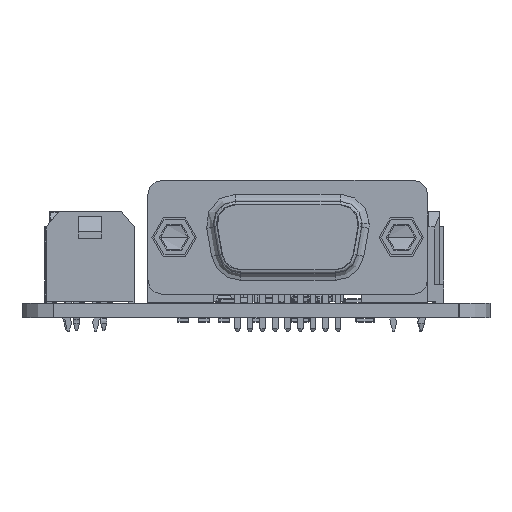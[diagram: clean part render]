
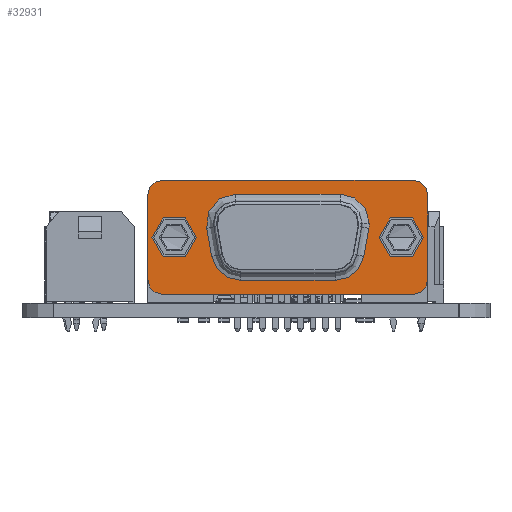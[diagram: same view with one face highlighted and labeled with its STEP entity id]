
A CAD part, left-side view. The second image highlights one B-rep face of the part: STEP entity #32931.
In plain terms, the highlighted face is planar.
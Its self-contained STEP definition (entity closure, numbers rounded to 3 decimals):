
#32574 = VERTEX_POINT('',#32575);
#32575 = CARTESIAN_POINT('',(14.945,7.2,9.5));
#32581 = EDGE_CURVE('',#32582,#32574,#32584,.T.);
#32582 = VERTEX_POINT('',#32583);
#32583 = CARTESIAN_POINT('',(10.045,7.2,9.5));
#32584 = CIRCLE('',#32585,2.45);
#32585 = AXIS2_PLACEMENT_3D('',#32586,#32587,#32588);
#32586 = CARTESIAN_POINT('',(12.495,7.2,9.5));
#32587 = DIRECTION('',(0.,0.,1.));
#32588 = DIRECTION('',(-1.,0.,0.));
#32616 = VERTEX_POINT('',#32617);
#32617 = CARTESIAN_POINT('',(-10.045,7.2,9.5));
#32623 = EDGE_CURVE('',#32624,#32616,#32626,.T.);
#32624 = VERTEX_POINT('',#32625);
#32625 = CARTESIAN_POINT('',(-14.945,7.2,9.5));
#32626 = CIRCLE('',#32627,2.45);
#32627 = AXIS2_PLACEMENT_3D('',#32628,#32629,#32630);
#32628 = CARTESIAN_POINT('',(-12.495,7.2,9.5));
#32629 = DIRECTION('',(0.,0.,1.));
#32630 = DIRECTION('',(1.,0.,0.));
#32698 = VERTEX_POINT('',#32699);
#32699 = CARTESIAN_POINT('',(5.765,11.95,9.5));
#32708 = EDGE_CURVE('',#32698,#32709,#32711,.T.);
#32709 = VERTEX_POINT('',#32710);
#32710 = CARTESIAN_POINT('',(8.965,8.75,9.5));
#32711 = CIRCLE('',#32712,3.2);
#32712 = AXIS2_PLACEMENT_3D('',#32713,#32714,#32715);
#32713 = CARTESIAN_POINT('',(5.765,8.75,9.5));
#32714 = DIRECTION('',(0.,-0.,-1.));
#32715 = DIRECTION('',(1.,0.,0.));
#32931 = ADVANCED_FACE('',(#32932,#32942,#32952,#33021),#33091,.T.);
#32932 = FACE_BOUND('',#32933,.T.);
#32933 = EDGE_LOOP('',(#32934,#32941));
#32934 = ORIENTED_EDGE('',*,*,#32935,.F.);
#32935 = EDGE_CURVE('',#32574,#32582,#32936,.T.);
#32936 = CIRCLE('',#32937,2.45);
#32937 = AXIS2_PLACEMENT_3D('',#32938,#32939,#32940);
#32938 = CARTESIAN_POINT('',(12.495,7.2,9.5));
#32939 = DIRECTION('',(0.,0.,1.));
#32940 = DIRECTION('',(-1.,0.,0.));
#32941 = ORIENTED_EDGE('',*,*,#32581,.F.);
#32942 = FACE_BOUND('',#32943,.T.);
#32943 = EDGE_LOOP('',(#32944,#32951));
#32944 = ORIENTED_EDGE('',*,*,#32945,.F.);
#32945 = EDGE_CURVE('',#32616,#32624,#32946,.T.);
#32946 = CIRCLE('',#32947,2.45);
#32947 = AXIS2_PLACEMENT_3D('',#32948,#32949,#32950);
#32948 = CARTESIAN_POINT('',(-12.495,7.2,9.5));
#32949 = DIRECTION('',(0.,0.,1.));
#32950 = DIRECTION('',(1.,0.,0.));
#32951 = ORIENTED_EDGE('',*,*,#32623,.F.);
#32952 = FACE_BOUND('',#32953,.T.);
#32953 = EDGE_LOOP('',(#32954,#32962,#32963,#32972,#32980,#32989,#32997,
    #33006,#33014));
#32954 = ORIENTED_EDGE('',*,*,#32955,.T.);
#32955 = EDGE_CURVE('',#32956,#32698,#32958,.T.);
#32956 = VERTEX_POINT('',#32957);
#32957 = CARTESIAN_POINT('',(-5.765,11.95,9.5));
#32958 = LINE('',#32959,#32960);
#32959 = CARTESIAN_POINT('',(0.,11.95,9.5));
#32960 = VECTOR('',#32961,1.);
#32961 = DIRECTION('',(1.,0.,0.));
#32962 = ORIENTED_EDGE('',*,*,#32708,.T.);
#32963 = ORIENTED_EDGE('',*,*,#32964,.T.);
#32964 = EDGE_CURVE('',#32709,#32965,#32967,.T.);
#32965 = VERTEX_POINT('',#32966);
#32966 = CARTESIAN_POINT('',(8.916,8.194,9.5));
#32967 = CIRCLE('',#32968,3.2);
#32968 = AXIS2_PLACEMENT_3D('',#32969,#32970,#32971);
#32969 = CARTESIAN_POINT('',(5.765,8.75,9.5));
#32970 = DIRECTION('',(0.,0.,-1.));
#32971 = DIRECTION('',(1.,0.,0.));
#32972 = ORIENTED_EDGE('',*,*,#32973,.T.);
#32973 = EDGE_CURVE('',#32965,#32974,#32976,.T.);
#32974 = VERTEX_POINT('',#32975);
#32975 = CARTESIAN_POINT('',(8.37,5.094,9.5));
#32976 = LINE('',#32977,#32978);
#32977 = CARTESIAN_POINT('',(8.477,5.705,9.5));
#32978 = VECTOR('',#32979,1.);
#32979 = DIRECTION('',(-0.174,-0.985,-0.));
#32980 = ORIENTED_EDGE('',*,*,#32981,.T.);
#32981 = EDGE_CURVE('',#32974,#32982,#32984,.T.);
#32982 = VERTEX_POINT('',#32983);
#32983 = CARTESIAN_POINT('',(5.218,2.45,9.5));
#32984 = CIRCLE('',#32985,3.2);
#32985 = AXIS2_PLACEMENT_3D('',#32986,#32987,#32988);
#32986 = CARTESIAN_POINT('',(5.218,5.65,9.5));
#32987 = DIRECTION('',(0.,0.,-1.));
#32988 = DIRECTION('',(1.,0.,0.));
#32989 = ORIENTED_EDGE('',*,*,#32990,.T.);
#32990 = EDGE_CURVE('',#32982,#32991,#32993,.T.);
#32991 = VERTEX_POINT('',#32992);
#32992 = CARTESIAN_POINT('',(-5.218,2.45,9.5));
#32993 = LINE('',#32994,#32995);
#32994 = CARTESIAN_POINT('',(0.,2.45,9.5));
#32995 = VECTOR('',#32996,1.);
#32996 = DIRECTION('',(-1.,-0.,-0.));
#32997 = ORIENTED_EDGE('',*,*,#32998,.T.);
#32998 = EDGE_CURVE('',#32991,#32999,#33001,.T.);
#32999 = VERTEX_POINT('',#33000);
#33000 = CARTESIAN_POINT('',(-8.37,5.094,9.5));
#33001 = CIRCLE('',#33002,3.2);
#33002 = AXIS2_PLACEMENT_3D('',#33003,#33004,#33005);
#33003 = CARTESIAN_POINT('',(-5.218,5.65,9.5));
#33004 = DIRECTION('',(0.,0.,-1.));
#33005 = DIRECTION('',(1.,0.,0.));
#33006 = ORIENTED_EDGE('',*,*,#33007,.T.);
#33007 = EDGE_CURVE('',#32999,#33008,#33010,.T.);
#33008 = VERTEX_POINT('',#33009);
#33009 = CARTESIAN_POINT('',(-8.916,8.194,9.5));
#33010 = LINE('',#33011,#33012);
#33011 = CARTESIAN_POINT('',(-8.477,5.705,9.5));
#33012 = VECTOR('',#33013,1.);
#33013 = DIRECTION('',(-0.174,0.985,0.));
#33014 = ORIENTED_EDGE('',*,*,#33015,.T.);
#33015 = EDGE_CURVE('',#33008,#32956,#33016,.T.);
#33016 = CIRCLE('',#33017,3.2);
#33017 = AXIS2_PLACEMENT_3D('',#33018,#33019,#33020);
#33018 = CARTESIAN_POINT('',(-5.765,8.75,9.5));
#33019 = DIRECTION('',(0.,0.,-1.));
#33020 = DIRECTION('',(1.,0.,0.));
#33021 = FACE_BOUND('',#33022,.T.);
#33022 = EDGE_LOOP('',(#33023,#33033,#33042,#33050,#33059,#33067,#33076,
    #33084));
#33023 = ORIENTED_EDGE('',*,*,#33024,.T.);
#33024 = EDGE_CURVE('',#33025,#33027,#33029,.T.);
#33025 = VERTEX_POINT('',#33026);
#33026 = CARTESIAN_POINT('',(-15.405,11.875,9.5));
#33027 = VERTEX_POINT('',#33028);
#33028 = CARTESIAN_POINT('',(-15.405,2.525,9.5));
#33029 = LINE('',#33030,#33031);
#33030 = CARTESIAN_POINT('',(-15.405,0.925,9.5));
#33031 = VECTOR('',#33032,1.);
#33032 = DIRECTION('',(-0.,-1.,-0.));
#33033 = ORIENTED_EDGE('',*,*,#33034,.T.);
#33034 = EDGE_CURVE('',#33027,#33035,#33037,.T.);
#33035 = VERTEX_POINT('',#33036);
#33036 = CARTESIAN_POINT('',(-13.805,0.925,9.5));
#33037 = CIRCLE('',#33038,1.6);
#33038 = AXIS2_PLACEMENT_3D('',#33039,#33040,#33041);
#33039 = CARTESIAN_POINT('',(-13.805,2.525,9.5));
#33040 = DIRECTION('',(0.,0.,1.));
#33041 = DIRECTION('',(1.,0.,0.));
#33042 = ORIENTED_EDGE('',*,*,#33043,.T.);
#33043 = EDGE_CURVE('',#33035,#33044,#33046,.T.);
#33044 = VERTEX_POINT('',#33045);
#33045 = CARTESIAN_POINT('',(13.805,0.925,9.5));
#33046 = LINE('',#33047,#33048);
#33047 = CARTESIAN_POINT('',(15.405,0.925,9.5));
#33048 = VECTOR('',#33049,1.);
#33049 = DIRECTION('',(1.,0.,0.));
#33050 = ORIENTED_EDGE('',*,*,#33051,.T.);
#33051 = EDGE_CURVE('',#33044,#33052,#33054,.T.);
#33052 = VERTEX_POINT('',#33053);
#33053 = CARTESIAN_POINT('',(15.405,2.525,9.5));
#33054 = CIRCLE('',#33055,1.6);
#33055 = AXIS2_PLACEMENT_3D('',#33056,#33057,#33058);
#33056 = CARTESIAN_POINT('',(13.805,2.525,9.5));
#33057 = DIRECTION('',(0.,0.,1.));
#33058 = DIRECTION('',(1.,0.,0.));
#33059 = ORIENTED_EDGE('',*,*,#33060,.T.);
#33060 = EDGE_CURVE('',#33052,#33061,#33063,.T.);
#33061 = VERTEX_POINT('',#33062);
#33062 = CARTESIAN_POINT('',(15.405,11.875,9.5));
#33063 = LINE('',#33064,#33065);
#33064 = CARTESIAN_POINT('',(15.405,0.925,9.5));
#33065 = VECTOR('',#33066,1.);
#33066 = DIRECTION('',(0.,1.,0.));
#33067 = ORIENTED_EDGE('',*,*,#33068,.T.);
#33068 = EDGE_CURVE('',#33061,#33069,#33071,.T.);
#33069 = VERTEX_POINT('',#33070);
#33070 = CARTESIAN_POINT('',(13.805,13.475,9.5));
#33071 = CIRCLE('',#33072,1.6);
#33072 = AXIS2_PLACEMENT_3D('',#33073,#33074,#33075);
#33073 = CARTESIAN_POINT('',(13.805,11.875,9.5));
#33074 = DIRECTION('',(0.,0.,1.));
#33075 = DIRECTION('',(1.,0.,0.));
#33076 = ORIENTED_EDGE('',*,*,#33077,.T.);
#33077 = EDGE_CURVE('',#33069,#33078,#33080,.T.);
#33078 = VERTEX_POINT('',#33079);
#33079 = CARTESIAN_POINT('',(-13.805,13.475,9.5));
#33080 = LINE('',#33081,#33082);
#33081 = CARTESIAN_POINT('',(15.405,13.475,9.5));
#33082 = VECTOR('',#33083,1.);
#33083 = DIRECTION('',(-1.,0.,0.));
#33084 = ORIENTED_EDGE('',*,*,#33085,.T.);
#33085 = EDGE_CURVE('',#33078,#33025,#33086,.T.);
#33086 = CIRCLE('',#33087,1.6);
#33087 = AXIS2_PLACEMENT_3D('',#33088,#33089,#33090);
#33088 = CARTESIAN_POINT('',(-13.805,11.875,9.5));
#33089 = DIRECTION('',(0.,0.,1.));
#33090 = DIRECTION('',(1.,0.,0.));
#33091 = PLANE('',#33092);
#33092 = AXIS2_PLACEMENT_3D('',#33093,#33094,#33095);
#33093 = CARTESIAN_POINT('',(0.,7.2,9.5));
#33094 = DIRECTION('',(0.,0.,1.));
#33095 = DIRECTION('',(1.,0.,0.));
